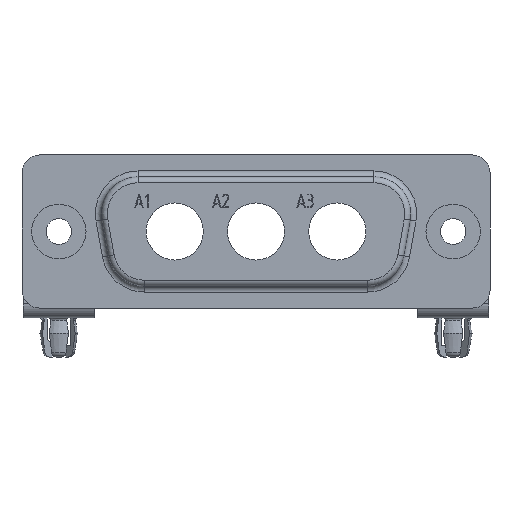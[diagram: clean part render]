
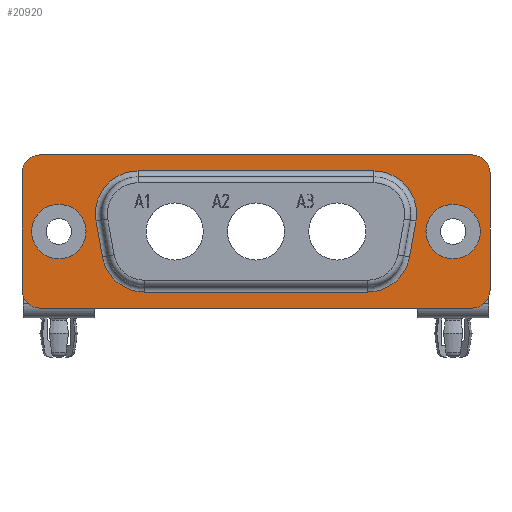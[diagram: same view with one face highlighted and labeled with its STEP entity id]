
A CAD part, front view. The second image highlights one B-rep face of the part: STEP entity #20920.
In plain terms, the highlighted face is planar.
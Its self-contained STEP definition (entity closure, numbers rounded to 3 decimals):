
#200=CARTESIAN_POINT('',(-210.971,216.097,0.66));
#210=VERTEX_POINT('',#200);
#240=CARTESIAN_POINT('',(-194.125,216.097,0.66)
);
#250=DIRECTION('',(1.,0.,0.));
#260=VECTOR('',#250,1.);
#270=LINE('',#240,#260);
#280=CARTESIAN_POINT('',(-220.901,216.097,0.66));
#290=VERTEX_POINT('',#280);
#300=EDGE_CURVE('',#290,#210,#270,.T.);
#19260=CARTESIAN_POINT('',(-228.883,159.179,0.66));
#19270=DIRECTION('',(0.,0.,1.));
#19280=DIRECTION('',(0.,1.,0.));
#19290=AXIS2_PLACEMENT_3D('',#19260,#19270,#19280);
#19300=PLANE('',#19290);
#19310=CARTESIAN_POINT('',(-215.936,179.687,0.66));
#19320=DIRECTION('',(0.,0.,1.));
#19330=DIRECTION('',(-1.,0.,0.));
#19340=AXIS2_PLACEMENT_3D('',#19310,#19320,#19330);
#19350=CIRCLE('',#19340,2.3);
#19360=CARTESIAN_POINT('',(-218.236,179.687,0.66));
#19370=VERTEX_POINT('',#19360);
#19380=CARTESIAN_POINT('',(-213.636,179.687,0.66));
#19390=VERTEX_POINT('',#19380);
#19400=EDGE_CURVE('',#19370,#19390,#19350,.T.);
#19410=ORIENTED_EDGE('',*,*,#19400,.F.);
#19420=EDGE_CURVE('',#19390,#19370,#19350,.T.);
#19430=ORIENTED_EDGE('',*,*,#19420,.F.);
#19440=EDGE_LOOP('',(#19430,#19410));
#19450=FACE_BOUND('',#19440,.T.);
#19460=CARTESIAN_POINT('',(-217.451,186.912,
0.66));
#19470=DIRECTION('',(0.,0.,1.));
#19480=DIRECTION('',(0.,1.,0.));
#19490=AXIS2_PLACEMENT_3D('',#19460,#19470,#19480);
#19500=CIRCLE('',#19490,3.6);
#19510=CARTESIAN_POINT('',(-221.051,186.912,
0.66));
#19520=VERTEX_POINT('',#19510);
#19530=CARTESIAN_POINT('',(-218.076,183.366,
0.66));
#19540=VERTEX_POINT('',#19530);
#19550=EDGE_CURVE('',#19520,#19540,#19500,.T.);
#19560=ORIENTED_EDGE('',*,*,#19550,.F.);
#19570=CARTESIAN_POINT('',(-194.125,179.143,
0.66));
#19580=DIRECTION('',(-0.985,0.174,0.));
#19590=VECTOR('',#19580,1.);
#19600=LINE('',#19570,#19590);
#19610=CARTESIAN_POINT('',(-215.046,182.832,
0.66));
#19620=VERTEX_POINT('',#19610);
#19630=EDGE_CURVE('',#19620,#19540,#19600,.T.);
#19640=ORIENTED_EDGE('',*,*,#19630,.T.);
#19650=CARTESIAN_POINT('',(-214.421,186.377,0.66));
#19660=DIRECTION('',(0.,0.,1.));
#19670=DIRECTION('',(0.,1.,0.));
#19680=AXIS2_PLACEMENT_3D('',#19650,#19660,#19670);
#19690=CIRCLE('',#19680,3.6);
#19700=CARTESIAN_POINT('',(-210.821,186.377,0.66));
#19710=VERTEX_POINT('',#19700);
#19720=EDGE_CURVE('',#19620,#19710,#19690,.T.);
#19730=ORIENTED_EDGE('',*,*,#19720,.F.);
#19740=CARTESIAN_POINT('',(-210.821,175.246,
0.66));
#19750=DIRECTION('',(0.,-1.,0.));
#19760=VECTOR('',#19750,1.);
#19770=LINE('',#19740,#19760);
#19780=CARTESIAN_POINT('',(-210.821,206.297,0.66));
#19790=VERTEX_POINT('',#19780);
#19800=EDGE_CURVE('',#19790,#19710,#19770,.T.);
#19810=ORIENTED_EDGE('',*,*,#19800,.T.);
#19820=CARTESIAN_POINT('',(-214.421,206.297,0.66));
#19830=DIRECTION('',(0.,0.,1.));
#19840=DIRECTION('',(0.,1.,0.));
#19850=AXIS2_PLACEMENT_3D('',#19820,#19830,#19840);
#19860=CIRCLE('',#19850,3.6);
#19870=CARTESIAN_POINT('',(-215.046,209.843,
0.66));
#19880=VERTEX_POINT('',#19870);
#19890=EDGE_CURVE('',#19790,#19880,#19860,.T.);
#19900=ORIENTED_EDGE('',*,*,#19890,.F.);
#19910=CARTESIAN_POINT('',(-194.125,213.531,
0.66));
#19920=DIRECTION('',(0.985,0.174,0.));
#19930=VECTOR('',#19920,1.);
#19940=LINE('',#19910,#19930);
#19950=CARTESIAN_POINT('',(-218.076,209.308,
0.66));
#19960=VERTEX_POINT('',#19950);
#19970=EDGE_CURVE('',#19960,#19880,#19940,.T.);
#19980=ORIENTED_EDGE('',*,*,#19970,.T.);
#19990=CARTESIAN_POINT('',(-217.451,205.763,
0.66));
#20000=DIRECTION('',(0.,0.,1.));
#20010=DIRECTION('',(0.,1.,0.));
#20020=AXIS2_PLACEMENT_3D('',#19990,#20000,#20010);
#20030=CIRCLE('',#20020,3.6);
#20040=CARTESIAN_POINT('',(-221.051,205.763,
0.66));
#20050=VERTEX_POINT('',#20040);
#20060=EDGE_CURVE('',#19960,#20050,#20030,.T.);
#20070=ORIENTED_EDGE('',*,*,#20060,.F.);
#20080=CARTESIAN_POINT('',(-221.051,175.246,
0.66));
#20090=DIRECTION('',(0.,1.,0.));
#20100=VECTOR('',#20090,1.);
#20110=LINE('',#20080,#20100);
#20120=EDGE_CURVE('',#19520,#20050,#20110,.T.);
#20130=ORIENTED_EDGE('',*,*,#20120,.T.);
#20140=EDGE_LOOP('',(#20130,#20070,#19980,#19900,#19810,#19730,#19640,
#19560));
#20150=FACE_BOUND('',#20140,.T.);
#20160=CARTESIAN_POINT('',(-215.936,212.987,0.66));
#20170=DIRECTION('',(0.,0.,1.));
#20180=DIRECTION('',(-1.,0.,0.));
#20190=AXIS2_PLACEMENT_3D('',#20160,#20170,#20180);
#20200=CIRCLE('',#20190,2.3);
#20210=CARTESIAN_POINT('',(-218.236,212.987,0.66));
#20220=VERTEX_POINT('',#20210);
#20230=CARTESIAN_POINT('',(-213.636,212.987,0.66));
#20240=VERTEX_POINT('',#20230);
#20250=EDGE_CURVE('',#20220,#20240,#20200,.T.);
#20260=ORIENTED_EDGE('',*,*,#20250,.F.);
#20270=EDGE_CURVE('',#20240,#20220,#20200,.T.);
#20280=ORIENTED_EDGE('',*,*,#20270,.F.);
#20290=EDGE_LOOP('',(#20280,#20260));
#20300=FACE_BOUND('',#20290,.T.);
#20310=CARTESIAN_POINT('',(-210.971,178.077,0.66));
#20320=DIRECTION('',(0.,0.,1.));
#20330=DIRECTION('',(0.,1.,0.));
#20340=AXIS2_PLACEMENT_3D('',#20310,#20320,#20330);
#20350=CIRCLE('',#20340,1.5);
#20360=CARTESIAN_POINT('',(-210.971,176.577,0.66));
#20370=VERTEX_POINT('',#20360);
#20380=CARTESIAN_POINT('',(-209.471,178.077,0.66));
#20390=VERTEX_POINT('',#20380);
#20400=EDGE_CURVE('',#20370,#20390,#20350,.T.);
#20410=ORIENTED_EDGE('',*,*,#20400,.T.);
#20420=CARTESIAN_POINT('',(-194.125,176.577,
0.66));
#20430=DIRECTION('',(-1.,0.,0.));
#20440=VECTOR('',#20430,1.);
#20450=LINE('',#20420,#20440);
#20460=CARTESIAN_POINT('',(-220.901,176.577,0.66));
#20470=VERTEX_POINT('',#20460);
#20480=EDGE_CURVE('',#20370,#20470,#20450,.T.);
#20490=ORIENTED_EDGE('',*,*,#20480,.F.);
#20500=CARTESIAN_POINT('',(-220.901,178.077,0.66));
#20510=DIRECTION('',(0.,0.,-1.));
#20520=DIRECTION('',(0.,-1.,0.));
#20530=AXIS2_PLACEMENT_3D('',#20500,#20510,#20520);
#20540=CIRCLE('',#20530,1.5);
#20550=CARTESIAN_POINT('',(-222.401,178.077,0.66));
#20560=VERTEX_POINT('',#20550);
#20570=EDGE_CURVE('',#20470,#20560,#20540,.T.);
#20580=ORIENTED_EDGE('',*,*,#20570,.F.);
#20590=CARTESIAN_POINT('',(-222.401,175.246,
0.66));
#20600=DIRECTION('',(0.,1.,0.));
#20610=VECTOR('',#20600,1.);
#20620=LINE('',#20590,#20610);
#20630=CARTESIAN_POINT('',(-222.401,214.597,0.66));
#20640=VERTEX_POINT('',#20630);
#20650=EDGE_CURVE('',#20560,#20640,#20620,.T.);
#20660=ORIENTED_EDGE('',*,*,#20650,.F.);
#20670=CARTESIAN_POINT('',(-220.901,214.597,0.66));
#20680=DIRECTION('',(0.,0.,1.));
#20690=DIRECTION('',(1.,0.,0.));
#20700=AXIS2_PLACEMENT_3D('',#20670,#20680,#20690);
#20710=CIRCLE('',#20700,1.5);
#20720=EDGE_CURVE('',#290,#20640,#20710,.T.);
#20730=ORIENTED_EDGE('',*,*,#20720,.T.);
#20740=ORIENTED_EDGE('',*,*,#300,.F.);
#20750=CARTESIAN_POINT('',(-210.971,214.597,0.66));
#20760=DIRECTION('',(0.,0.,-1.));
#20770=DIRECTION('',(-1.,0.,0.));
#20780=AXIS2_PLACEMENT_3D('',#20750,#20760,#20770);
#20790=CIRCLE('',#20780,1.5);
#20800=CARTESIAN_POINT('',(-209.471,214.597,0.66));
#20810=VERTEX_POINT('',#20800);
#20820=EDGE_CURVE('',#210,#20810,#20790,.T.);
#20830=ORIENTED_EDGE('',*,*,#20820,.F.);
#20840=CARTESIAN_POINT('',(-209.471,175.246,
0.66));
#20850=DIRECTION('',(0.,-1.,0.));
#20860=VECTOR('',#20850,1.);
#20870=LINE('',#20840,#20860);
#20880=EDGE_CURVE('',#20810,#20390,#20870,.T.);
#20890=ORIENTED_EDGE('',*,*,#20880,.F.);
#20900=EDGE_LOOP('',(#20890,#20830,#20740,#20730,#20660,#20580,#20490,
#20410));
#20910=FACE_OUTER_BOUND('',#20900,.T.);
#20920=ADVANCED_FACE('',(#19450,#20150,#20300,#20910),#19300,.T.);
